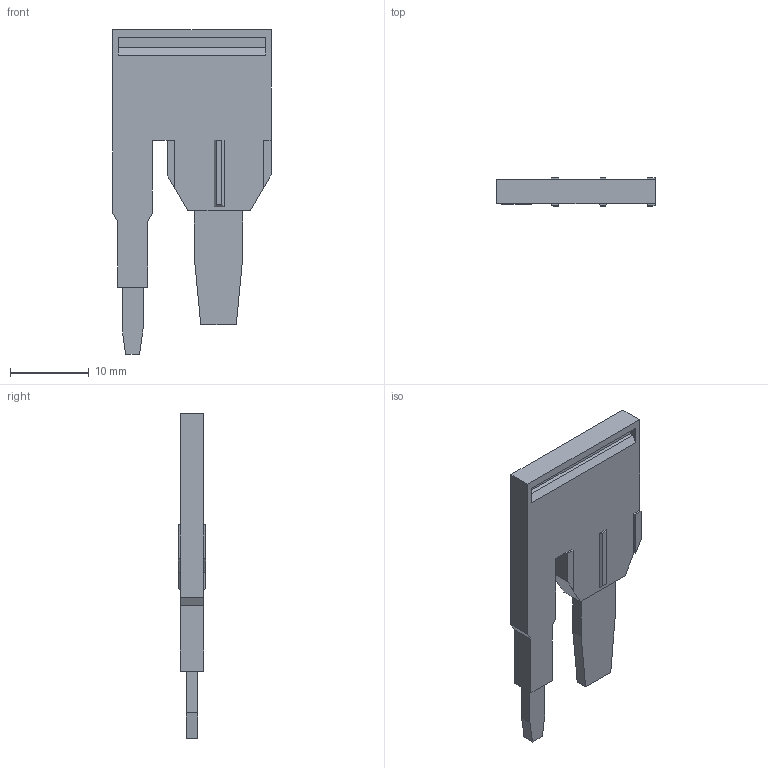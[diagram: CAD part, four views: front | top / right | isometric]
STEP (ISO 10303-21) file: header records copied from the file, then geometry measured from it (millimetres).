
FILE_DESCRIPTION(('Creo Elements/Direct Modeling STEP Export'),'2;1');
FILE_NAME('model.stp','2019-05-22T 2:05:05',(''),(''),'Creo Elements/Direct Modeling STEP processor for AP214 (Solid Model)','Creo Elements/Direct Modeling 20.1A 29-Sep-2018 (C) Parametric Technology GmbH','');
FILE_SCHEMA(('AUTOMOTIVE_DESIGN { 1 0 10303 214 1 1 1 1 }'));
Length unit declared in the file: millimetre
Products named in the file (2): RB_UT_35_2.5_4-select
Assembly tree (1 placements, depth 2):
  RB_UT_35_2.5_4-select
    RB_UT_35_2.5_4-select
Bounding box: 20.08 x 3.55 x 41.23 mm (x, y, z)
Volume: 1518.9 mm3; surface area: 1653.9 mm2
Topology: 1 solids, 1 shells, 64 faces, 166 edges, 110 vertices
Faces by surface type: plane 64
Entity records: 2466 total; most frequent: CARTESIAN_POINT 341, ORIENTED_EDGE 332, DIRECTION 296, VECTOR 166, LINE 166, EDGE_CURVE 166, VERTEX_POINT 110, EDGE_LOOP 70
